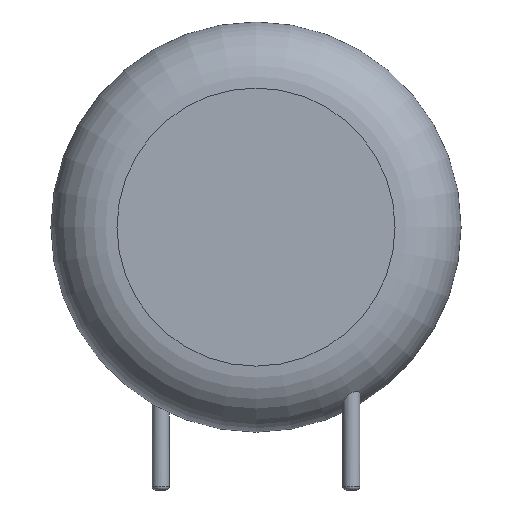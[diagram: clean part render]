
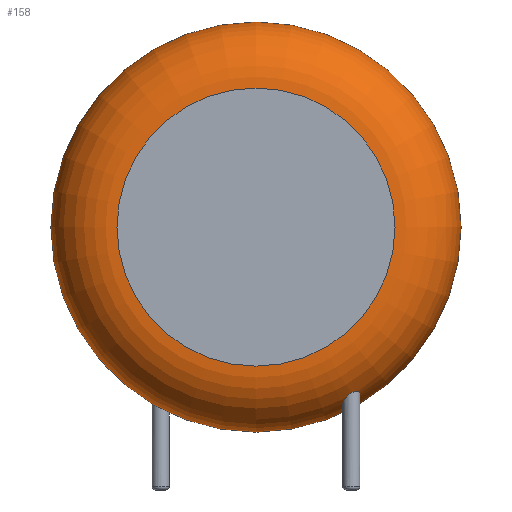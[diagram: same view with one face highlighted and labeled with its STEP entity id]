
A CAD part, front view. The second image highlights one B-rep face of the part: STEP entity #158.
In plain terms, the highlighted toroidal (fillet/blend) face has major radius 7.287 mm and minor radius 3.463 mm.
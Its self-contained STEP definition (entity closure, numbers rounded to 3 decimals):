
#24 = VERTEX_POINT('',#25);
#25 = CARTESIAN_POINT('',(15.75,-1.837,10.78));
#31 = EDGE_CURVE('',#24,#24,#32,.T.);
#32 = CIRCLE('',#33,10.75);
#33 = AXIS2_PLACEMENT_3D('',#34,#35,#36);
#34 = CARTESIAN_POINT('',(5.,-1.837,10.78));
#35 = DIRECTION('',(0.,-1.,0.));
#36 = DIRECTION('',(1.,0.,0.));
#158 = ADVANCED_FACE('',(#159,#179),#258,.T.);
#159 = FACE_BOUND('',#160,.T.);
#160 = EDGE_LOOP('',(#161,#162,#171,#178));
#161 = ORIENTED_EDGE('',*,*,#31,.T.);
#162 = ORIENTED_EDGE('',*,*,#163,.T.);
#163 = EDGE_CURVE('',#24,#164,#166,.T.);
#164 = VERTEX_POINT('',#165);
#165 = CARTESIAN_POINT('',(12.287,-5.3,10.78));
#166 = CIRCLE('',#167,3.463);
#167 = AXIS2_PLACEMENT_3D('',#168,#169,#170);
#168 = CARTESIAN_POINT('',(12.287,-1.837,10.78));
#169 = DIRECTION('',(0.,0.,-1.));
#170 = DIRECTION('',(1.,0.,0.));
#171 = ORIENTED_EDGE('',*,*,#172,.F.);
#172 = EDGE_CURVE('',#164,#164,#173,.T.);
#173 = CIRCLE('',#174,7.287);
#174 = AXIS2_PLACEMENT_3D('',#175,#176,#177);
#175 = CARTESIAN_POINT('',(5.,-5.3,10.78));
#176 = DIRECTION('',(0.,-1.,0.));
#177 = DIRECTION('',(1.,0.,0.));
#178 = ORIENTED_EDGE('',*,*,#163,.F.);
#179 = FACE_BOUND('',#180,.T.);
#180 = EDGE_LOOP('',(#181,#211));
#181 = ORIENTED_EDGE('',*,*,#182,.T.);
#182 = EDGE_CURVE('',#183,#185,#187,.T.);
#183 = VERTEX_POINT('',#184);
#184 = CARTESIAN_POINT('',(10.45,-3.5,2.011));
#185 = VERTEX_POINT('',#186);
#186 = CARTESIAN_POINT('',(9.674,-3.19,1.406)
);
#187 = B_SPLINE_CURVE_WITH_KNOTS('',8,(#188,#189,#190,#191,#192,#193,
#194,#195,#196,#197,#198,#199,#200,#201,#202,#203,#204,#205,#206,
#207,#208,#209,#210),.UNSPECIFIED.,.F.,.F.,(9,7,7,9),(0.,
0.261,0.528,1.),.UNSPECIFIED.);
#188 = CARTESIAN_POINT('',(10.45,-3.5,2.011));
#189 = CARTESIAN_POINT('',(10.45,-3.467,1.99));
#190 = CARTESIAN_POINT('',(10.447,-3.433,1.967
));
#191 = CARTESIAN_POINT('',(10.442,-3.401,1.944
));
#192 = CARTESIAN_POINT('',(10.433,-3.369,
1.92));
#193 = CARTESIAN_POINT('',(10.422,-3.337,
1.896));
#194 = CARTESIAN_POINT('',(10.409,-3.307,
1.871));
#195 = CARTESIAN_POINT('',(10.393,-3.278,
1.846));
#196 = CARTESIAN_POINT('',(10.356,-3.223,1.794
));
#197 = CARTESIAN_POINT('',(10.335,-3.196,
1.768));
#198 = CARTESIAN_POINT('',(10.311,-3.171,
1.742));
#199 = CARTESIAN_POINT('',(10.286,-3.148,
1.716));
#200 = CARTESIAN_POINT('',(10.258,-3.128,
1.691));
#201 = CARTESIAN_POINT('',(10.228,-3.109,
1.665));
#202 = CARTESIAN_POINT('',(10.197,-3.094,1.64
));
#203 = CARTESIAN_POINT('',(10.105,-3.058,
1.573));
#204 = CARTESIAN_POINT('',(10.041,-3.044,
1.531));
#205 = CARTESIAN_POINT('',(9.974,-3.04,1.493)
);
#206 = CARTESIAN_POINT('',(9.905,-3.048,1.46
));
#207 = CARTESIAN_POINT('',(9.838,-3.068,1.434
));
#208 = CARTESIAN_POINT('',(9.776,-3.1,1.415
));
#209 = CARTESIAN_POINT('',(9.72,-3.141,1.406)
);
#210 = CARTESIAN_POINT('',(9.674,-3.19,1.406)
);
#211 = ORIENTED_EDGE('',*,*,#212,.T.);
#212 = EDGE_CURVE('',#185,#183,#213,.T.);
#213 = B_SPLINE_CURVE_WITH_KNOTS('',8,(#214,#215,#216,#217,#218,#219,
#220,#221,#222,#223,#224,#225,#226,#227,#228,#229,#230,#231,#232,
#233,#234,#235,#236,#237,#238,#239,#240,#241,#242,#243,#244,#245,
#246,#247,#248,#249,#250,#251,#252,#253,#254,#255,#256,#257),
.UNSPECIFIED.,.F.,.F.,(9,7,7,7,7,7,9),(0.,0.207,
0.399,0.578,0.819,0.87,1.),
.UNSPECIFIED.);
#214 = CARTESIAN_POINT('',(9.674,-3.19,1.406)
);
#215 = CARTESIAN_POINT('',(9.64,-3.225,1.406)
);
#216 = CARTESIAN_POINT('',(9.611,-3.264,1.411
));
#217 = CARTESIAN_POINT('',(9.588,-3.307,1.421)
);
#218 = CARTESIAN_POINT('',(9.57,-3.351,1.435
));
#219 = CARTESIAN_POINT('',(9.557,-3.396,1.454
));
#220 = CARTESIAN_POINT('',(9.55,-3.441,1.476
));
#221 = CARTESIAN_POINT('',(9.548,-3.486,1.502
));
#222 = CARTESIAN_POINT('',(9.554,-3.57,1.558
));
#223 = CARTESIAN_POINT('',(9.56,-3.61,1.587)
);
#224 = CARTESIAN_POINT('',(9.571,-3.648,1.618
));
#225 = CARTESIAN_POINT('',(9.586,-3.685,1.651
));
#226 = CARTESIAN_POINT('',(9.603,-3.72,1.685)
);
#227 = CARTESIAN_POINT('',(9.624,-3.752,1.719
));
#228 = CARTESIAN_POINT('',(9.648,-3.783,1.755
));
#229 = CARTESIAN_POINT('',(9.699,-3.837,1.824
));
#230 = CARTESIAN_POINT('',(9.727,-3.861,1.857
));
#231 = CARTESIAN_POINT('',(9.756,-3.882,1.891
));
#232 = CARTESIAN_POINT('',(9.788,-3.901,1.924
));
#233 = CARTESIAN_POINT('',(9.822,-3.917,1.956
));
#234 = CARTESIAN_POINT('',(9.858,-3.93,1.987
));
#235 = CARTESIAN_POINT('',(9.896,-3.94,2.016
));
#236 = CARTESIAN_POINT('',(9.988,-3.953,2.08
));
#237 = CARTESIAN_POINT('',(10.044,-3.954,
2.113));
#238 = CARTESIAN_POINT('',(10.101,-3.947,2.14
));
#239 = CARTESIAN_POINT('',(10.158,-3.931,
2.159));
#240 = CARTESIAN_POINT('',(10.212,-3.906,
2.17));
#241 = CARTESIAN_POINT('',(10.261,-3.874,
2.173));
#242 = CARTESIAN_POINT('',(10.304,-3.836,2.167
));
#243 = CARTESIAN_POINT('',(10.349,-3.785,2.153
));
#244 = CARTESIAN_POINT('',(10.356,-3.776,
2.151));
#245 = CARTESIAN_POINT('',(10.363,-3.766,2.148
));
#246 = CARTESIAN_POINT('',(10.37,-3.757,
2.144));
#247 = CARTESIAN_POINT('',(10.377,-3.747,
2.141));
#248 = CARTESIAN_POINT('',(10.383,-3.737,
2.137));
#249 = CARTESIAN_POINT('',(10.389,-3.727,
2.133));
#250 = CARTESIAN_POINT('',(10.408,-3.691,
2.118));
#251 = CARTESIAN_POINT('',(10.42,-3.665,
2.106));
#252 = CARTESIAN_POINT('',(10.43,-3.638,2.093
));
#253 = CARTESIAN_POINT('',(10.438,-3.611,
2.078));
#254 = CARTESIAN_POINT('',(10.444,-3.583,2.062
));
#255 = CARTESIAN_POINT('',(10.448,-3.555,2.046
));
#256 = CARTESIAN_POINT('',(10.45,-3.528,2.029));
#257 = CARTESIAN_POINT('',(10.45,-3.5,2.011));
#258 = TOROIDAL_SURFACE('',#259,7.287,3.463);
#259 = AXIS2_PLACEMENT_3D('',#260,#261,#262);
#260 = CARTESIAN_POINT('',(5.,-1.837,10.78));
#261 = DIRECTION('',(0.,-1.,0.));
#262 = DIRECTION('',(1.,0.,0.));
